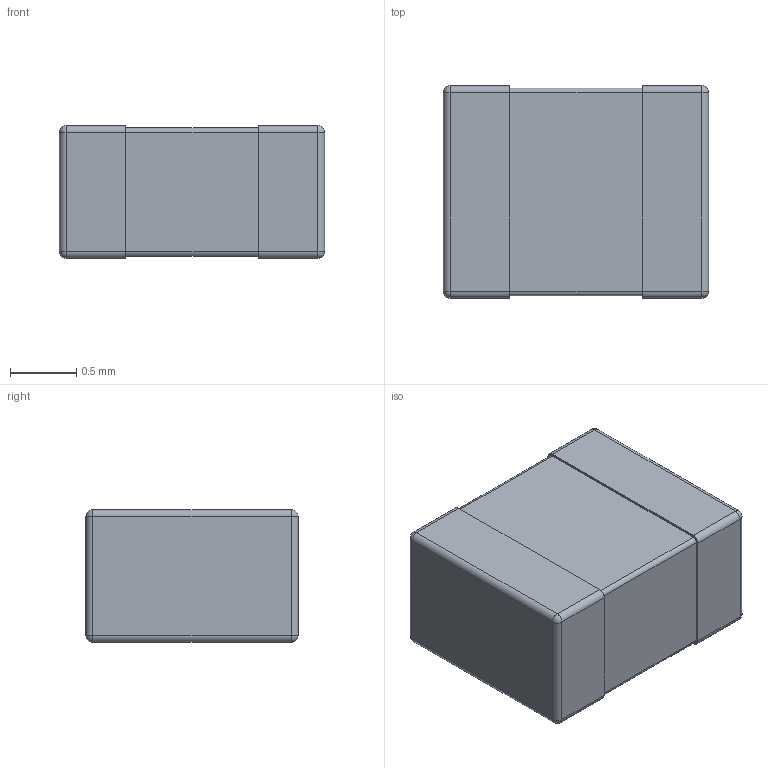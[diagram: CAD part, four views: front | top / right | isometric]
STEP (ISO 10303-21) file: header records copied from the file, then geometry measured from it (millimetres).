
FILE_DESCRIPTION(('FreeCAD Model'),'2;1');
FILE_NAME('Open CASCADE Shape Model','2025-02-19T13:33:39',(''),(''), 'Open CASCADE STEP processor 7.8','FreeCAD','Unknown');
FILE_SCHEMA(('AUTOMOTIVE_DESIGN { 1 0 10303 214 1 1 1 1 }'));
Length unit declared in the file: millimetre
Products named in the file (4): ASMPH-0806-1R0M-T003; ASMPH-0806-1R0M-T; ASMPH-0806-1R0M-T001; ASMPH-0806-1R0M-T002
Assembly tree (3 placements, depth 2):
  ASMPH-0806-1R0M-T003
    ASMPH-0806-1R0M-T
    ASMPH-0806-1R0M-T001
    ASMPH-0806-1R0M-T002
Bounding box: 2 x 1.6 x 1 mm (x, y, z)
Volume: 3.1 mm3; surface area: 19.3 mm2
Topology: 3 solids, 3 shells, 46 faces, 104 edges, 56 vertices
Faces by surface type: cylinder 20, plane 18, sphere 8
Entity records: 1300 total; most frequent: DIRECTION 236, CARTESIAN_POINT 202, ORIENTED_EDGE 192, EDGE_CURVE 96, AXIS2_PLACEMENT_3D 90, VERTEX_POINT 56, LINE 56, VECTOR 56
